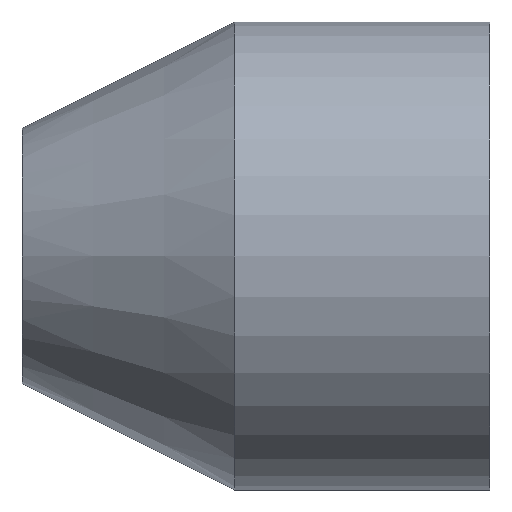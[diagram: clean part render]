
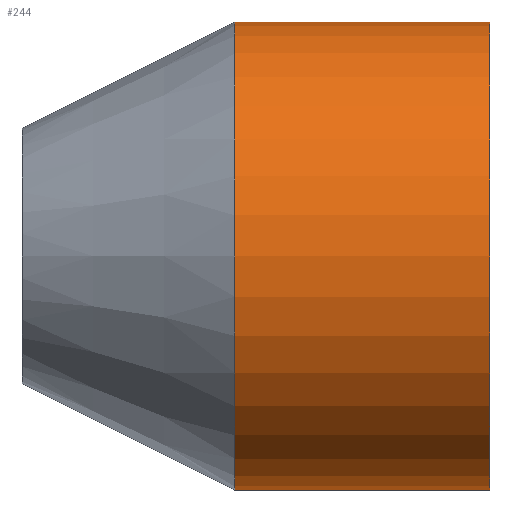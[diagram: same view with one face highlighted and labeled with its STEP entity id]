
A CAD part, left-side view. The second image highlights one B-rep face of the part: STEP entity #244.
In plain terms, the highlighted cylindrical face has radius 5.5 mm (diameter 11 mm), a partial arc.
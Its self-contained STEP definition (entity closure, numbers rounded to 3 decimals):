
#14 = VERTEX_POINT ( 'NONE', #185 ) ;
#29 = DIRECTION ( 'NONE',  ( 0., -1., 0. ) ) ;
#37 = VERTEX_POINT ( 'NONE', #41 ) ;
#41 = CARTESIAN_POINT ( 'NONE',  ( 0., 0., -5.5 ) ) ;
#44 = ORIENTED_EDGE ( 'NONE', *, *, #62, .F. ) ;
#58 = DIRECTION ( 'NONE',  ( 0., -1., 0. ) ) ;
#61 = VERTEX_POINT ( 'NONE', #349 ) ;
#62 = EDGE_CURVE ( 'NONE', #14, #61, #264, .T. ) ;
#68 = CIRCLE ( 'NONE', #155, 5.5 ) ;
#84 = DIRECTION ( 'NONE',  ( 0., 0., -1. ) ) ;
#87 = CYLINDRICAL_SURFACE ( 'NONE', #114, 5.5 ) ;
#95 = VERTEX_POINT ( 'NONE', #97 ) ;
#97 = CARTESIAN_POINT ( 'NONE',  ( 0., 6., -5.5 ) ) ;
#114 = AXIS2_PLACEMENT_3D ( 'NONE', #195, #296, #84 ) ;
#121 = EDGE_LOOP ( 'NONE', ( #44, #251, #336, #279 ) ) ;
#128 = CARTESIAN_POINT ( 'NONE',  ( 0., 0., 5.5 ) ) ;
#140 = DIRECTION ( 'NONE',  ( 0., -1., 0. ) ) ;
#155 = AXIS2_PLACEMENT_3D ( 'NONE', #330, #58, #165 ) ;
#162 = CARTESIAN_POINT ( 'NONE',  ( 0., 6., 0. ) ) ;
#165 = DIRECTION ( 'NONE',  ( 0., 0., -1. ) ) ;
#172 = VECTOR ( 'NONE', #140, 1000. ) ;
#185 = CARTESIAN_POINT ( 'NONE',  ( 0., 6., 5.5 ) ) ;
#195 = CARTESIAN_POINT ( 'NONE',  ( 0., 0., 0. ) ) ;
#197 = EDGE_CURVE ( 'NONE', #95, #37, #219, .T. ) ;
#201 = EDGE_CURVE ( 'NONE', #61, #37, #68, .T. ) ;
#211 = DIRECTION ( 'NONE',  ( 0., -1., 0. ) ) ;
#218 = CARTESIAN_POINT ( 'NONE',  ( 0., 0., -5.5 ) ) ;
#219 = LINE ( 'NONE', #218, #172 ) ;
#241 = FACE_OUTER_BOUND ( 'NONE', #121, .T. ) ;
#244 = ADVANCED_FACE ( 'NONE', ( #241 ), #87, .T. ) ;
#250 = VECTOR ( 'NONE', #211, 1000. ) ;
#251 = ORIENTED_EDGE ( 'NONE', *, *, #301, .T. ) ;
#264 = LINE ( 'NONE', #128, #250 ) ;
#268 = AXIS2_PLACEMENT_3D ( 'NONE', #162, #29, #271 ) ;
#271 = DIRECTION ( 'NONE',  ( 0., 0., -1. ) ) ;
#279 = ORIENTED_EDGE ( 'NONE', *, *, #201, .F. ) ;
#281 = CIRCLE ( 'NONE', #268, 5.5 ) ;
#296 = DIRECTION ( 'NONE',  ( 0., -1., 0. ) ) ;
#301 = EDGE_CURVE ( 'NONE', #14, #95, #281, .T. ) ;
#330 = CARTESIAN_POINT ( 'NONE',  ( 0., 0., 0. ) ) ;
#336 = ORIENTED_EDGE ( 'NONE', *, *, #197, .T. ) ;
#349 = CARTESIAN_POINT ( 'NONE',  ( 0., 0., 5.5 ) ) ;
